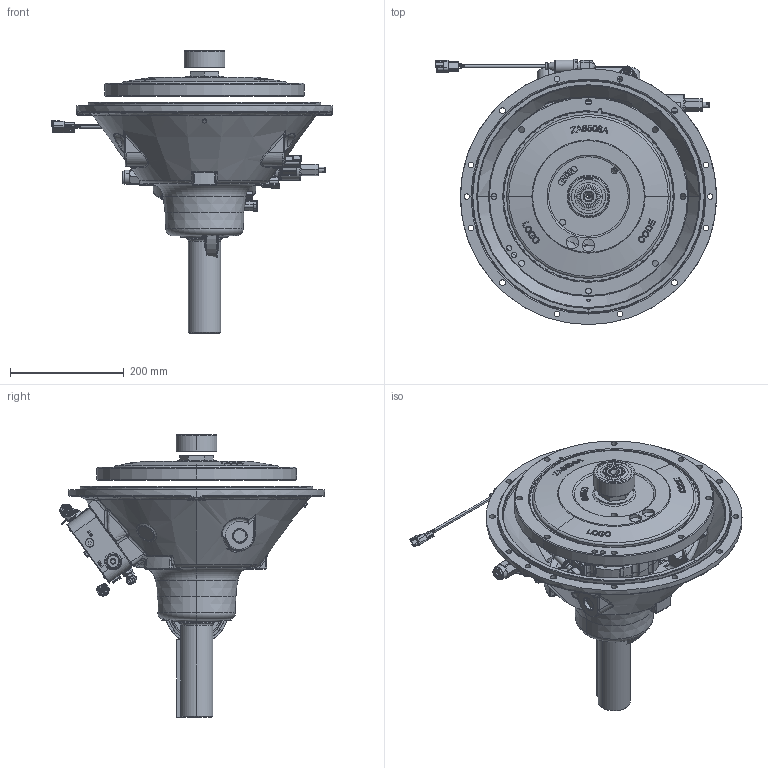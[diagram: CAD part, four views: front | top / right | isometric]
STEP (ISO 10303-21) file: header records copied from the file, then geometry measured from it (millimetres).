
FILE_DESCRIPTION (( 'STEP AP214' ), '1' );
FILE_NAME ('1028715B.step', '2024-02-02T14:46:24', ( '' ), ( '' ), 'SwSTEP 2.0', 'SolidWorks 2021', '' );
FILE_SCHEMA (( 'AUTOMOTIVE_DESIGN' ));
Length unit declared in the file: millimetre
Products named in the file (1): 1028715B
Bounding box: 495.44 x 467.53 x 497.77 mm (x, y, z)
Surface area: 1015012.7 mm2 (no closed solid volume)
Topology: 0 solids, 174 shells, 2233 faces, 9814 edges, 7456 vertices
Faces by surface type: plane 629, cylinder 568, bspline 549, cone 282, torus 176, sphere 29
Entity records: 164309 total; most frequent: CARTESIAN_POINT 67888, ORIENTED_EDGE 13882, DIRECTION 13341, EDGE_CURVE 9719, VERTEX_POINT 7453, AXIS2_PLACEMENT_3D 4804, VECTOR 3733, LINE 3733
